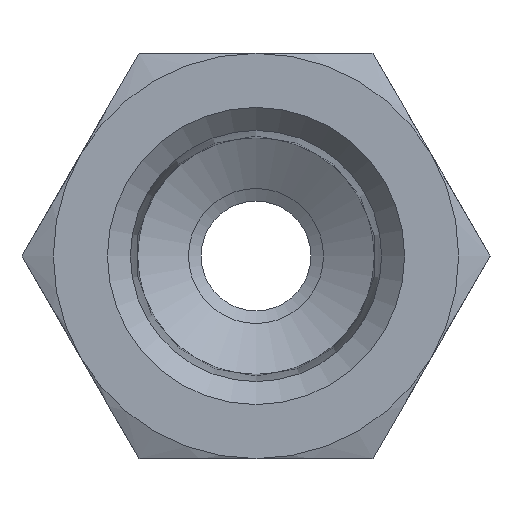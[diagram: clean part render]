
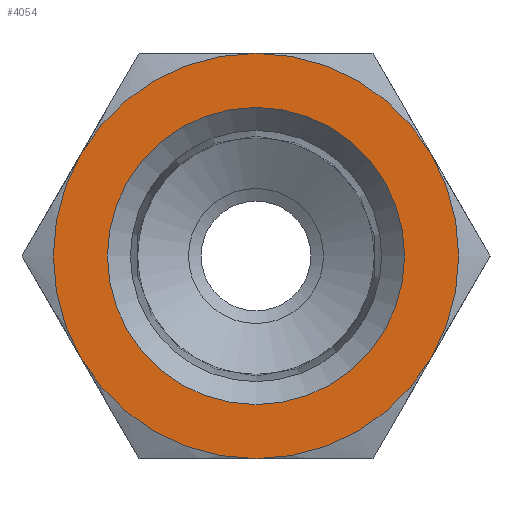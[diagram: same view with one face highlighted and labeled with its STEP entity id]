
A CAD part, left-side view. The second image highlights one B-rep face of the part: STEP entity #4054.
In plain terms, the highlighted planar face has unit normal (-1, 0, 0).
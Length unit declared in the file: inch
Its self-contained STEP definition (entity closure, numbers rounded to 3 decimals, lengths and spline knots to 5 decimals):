
#2944=CARTESIAN_POINT('',(0.0,0.,0.375));
#2945=VERTEX_POINT('',#2944);
#3297=CARTESIAN_POINT('',(0.0,0.,0.275));
#3298=VERTEX_POINT('',#3297);
#3299=CARTESIAN_POINT('',(0.0,0.,0.));
#3300=DIRECTION('',(1.0,0.0,0.0));
#3301=DIRECTION('',(0.0,0.0,-1.0));
#3302=AXIS2_PLACEMENT_3D('',#3299,#3300,#3301);
#3303=CIRCLE('',#3302,0.275);
#3304=EDGE_CURVE('',#3298,#3298,#3303,.T.);
#3688=CARTESIAN_POINT('',(0.0,0.32476,0.1875));
#3689=VERTEX_POINT('',#3688);
#3703=CARTESIAN_POINT('',(0.0,0.0,0.0));
#3704=DIRECTION('',(-1.0,0.0,0.0));
#3705=DIRECTION('',(0.0,1.0,0.0));
#3706=AXIS2_PLACEMENT_3D('',#3703,#3704,#3705);
#3707=CIRCLE('',#3706,0.375);
#3708=EDGE_CURVE('',#2945,#3689,#3707,.T.);
#3718=CARTESIAN_POINT('',(0.0,-0.32476,0.1875));
#3719=VERTEX_POINT('',#3718);
#3734=CARTESIAN_POINT('',(0.0,0.0,0.0));
#3735=DIRECTION('',(-1.0,0.0,0.0));
#3736=DIRECTION('',(0.0,1.0,0.0));
#3737=AXIS2_PLACEMENT_3D('',#3734,#3735,#3736);
#3738=CIRCLE('',#3737,0.375);
#3739=EDGE_CURVE('',#3719,#2945,#3738,.T.);
#3751=CARTESIAN_POINT('',(0.0,-0.32476,-0.1875));
#3752=VERTEX_POINT('',#3751);
#3779=CARTESIAN_POINT('',(0.0,0.0,0.0));
#3780=DIRECTION('',(-1.0,0.0,0.0));
#3781=DIRECTION('',(0.0,1.0,0.0));
#3782=AXIS2_PLACEMENT_3D('',#3779,#3780,#3781);
#3783=CIRCLE('',#3782,0.375);
#3784=EDGE_CURVE('',#3752,#3719,#3783,.T.);
#3809=CARTESIAN_POINT('',(0.0,0.0,-0.375));
#3810=VERTEX_POINT('',#3809);
#3811=CARTESIAN_POINT('',(0.0,0.0,0.0));
#3812=DIRECTION('',(-1.0,0.0,0.0));
#3813=DIRECTION('',(0.0,1.0,0.0));
#3814=AXIS2_PLACEMENT_3D('',#3811,#3812,#3813);
#3815=CIRCLE('',#3814,0.375);
#3816=EDGE_CURVE('',#3810,#3752,#3815,.T.);
#3854=CARTESIAN_POINT('',(0.0,0.32476,-0.1875));
#3855=VERTEX_POINT('',#3854);
#3856=CARTESIAN_POINT('',(0.0,0.0,0.0));
#3857=DIRECTION('',(-1.0,0.0,0.0));
#3858=DIRECTION('',(0.0,1.0,0.0));
#3859=AXIS2_PLACEMENT_3D('',#3856,#3857,#3858);
#3860=CIRCLE('',#3859,0.375);
#3861=EDGE_CURVE('',#3855,#3810,#3860,.T.);
#3899=CARTESIAN_POINT('',(0.0,0.0,0.0));
#3900=DIRECTION('',(-1.0,0.0,0.0));
#3901=DIRECTION('',(0.0,1.0,0.0));
#3902=AXIS2_PLACEMENT_3D('',#3899,#3900,#3901);
#3903=CIRCLE('',#3902,0.375);
#3904=EDGE_CURVE('',#3689,#3855,#3903,.T.);
#4038=CARTESIAN_POINT('',(0.0,0.,0.));
#4039=DIRECTION('',(1.0,0.0,0.0));
#4040=DIRECTION('',(0.0,0.0,-1.0));
#4041=AXIS2_PLACEMENT_3D('',#4038,#4039,#4040);
#4042=PLANE('',#4041);
#4043=ORIENTED_EDGE('',*,*,#3904,.T.);
#4044=ORIENTED_EDGE('',*,*,#3861,.T.);
#4045=ORIENTED_EDGE('',*,*,#3816,.T.);
#4046=ORIENTED_EDGE('',*,*,#3784,.T.);
#4047=ORIENTED_EDGE('',*,*,#3739,.T.);
#4048=ORIENTED_EDGE('',*,*,#3708,.T.);
#4049=EDGE_LOOP('',(#4043,#4044,#4045,#4046,#4047,#4048));
#4050=FACE_OUTER_BOUND('',#4049,.T.);
#4051=ORIENTED_EDGE('',*,*,#3304,.T.);
#4052=EDGE_LOOP('',(#4051));
#4053=FACE_BOUND('',#4052,.T.);
#4054=ADVANCED_FACE('',(#4050,#4053),#4042,.F.);
